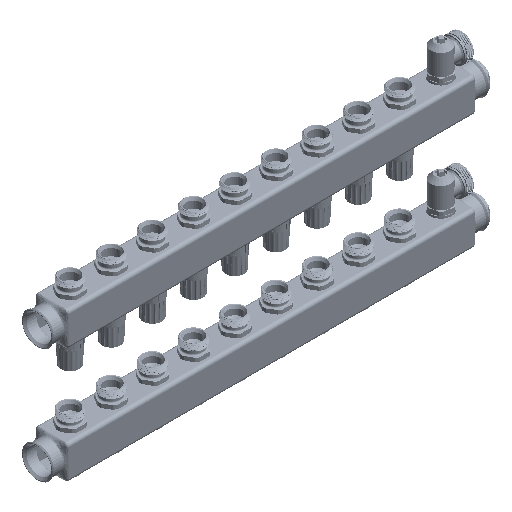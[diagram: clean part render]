
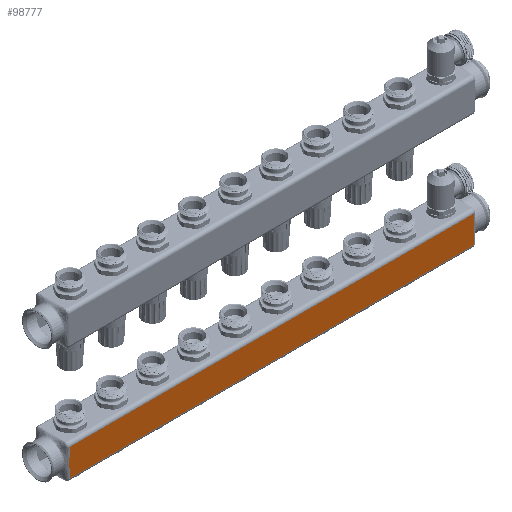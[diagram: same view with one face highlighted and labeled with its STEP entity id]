
A CAD part, isometric view. The second image highlights one B-rep face of the part: STEP entity #98777.
In plain terms, the highlighted planar face has unit normal (0, -1, 0).
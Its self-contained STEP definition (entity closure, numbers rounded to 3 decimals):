
#93585=CARTESIAN_POINT('',(19.869,-20.,
16.5));
#93744=CARTESIAN_POINT('',(19.869,-20.,
16.5));
#93745=CARTESIAN_POINT('',(19.802,-20.,
14.939));
#93746=CARTESIAN_POINT('',(19.643,-20.,
11.982));
#93747=CARTESIAN_POINT('',(19.389,-20.,
8.076));
#93748=CARTESIAN_POINT('',(19.234,-20.,
4.599));
#93749=CARTESIAN_POINT('',(19.175,-20.,
1.467));
#93750=CARTESIAN_POINT('',(19.176,-20.,
-1.61));
#93751=CARTESIAN_POINT('',(19.239,-20.,
-4.766));
#93752=CARTESIAN_POINT('',(19.396,-20.,
-8.184));
#93753=CARTESIAN_POINT('',(19.646,-20.,
-12.046));
#93754=CARTESIAN_POINT('',(19.803,-20.,
-14.961));
#93755=CARTESIAN_POINT('',(19.869,-20.,
-16.5));
#93757=CARTESIAN_POINT('',(19.869,-20.,
-16.5));
#93763=CARTESIAN_POINT('',(510.131,-20.,16.5));
#93764=CARTESIAN_POINT('',(510.131,-20.,16.5));
#93765=CARTESIAN_POINT('',(510.165,-20.,
15.699));
#93766=CARTESIAN_POINT('',(510.238,-20.,
14.182));
#93767=CARTESIAN_POINT('',(510.361,-20.,
12.028));
#93768=CARTESIAN_POINT('',(510.482,-20.,
10.064));
#93769=CARTESIAN_POINT('',(510.595,-20.,
8.183));
#93770=CARTESIAN_POINT('',(510.692,-20.,6.303));
#93771=CARTESIAN_POINT('',(510.763,-20.,4.408));
#93772=CARTESIAN_POINT('',(510.805,-20.,2.538));
#93773=CARTESIAN_POINT('',(510.824,-20.,0.698));
#93774=CARTESIAN_POINT('',(510.822,-20.,-1.151));
#93775=CARTESIAN_POINT('',(510.797,-20.,-3.043));
#93776=CARTESIAN_POINT('',(510.745,-20.,-4.946));
#93777=CARTESIAN_POINT('',(510.669,-20.,-6.772));
#93778=CARTESIAN_POINT('',(510.579,-20.,-8.46));
#93779=CARTESIAN_POINT('',(510.484,-20.,-10.032));
#93780=CARTESIAN_POINT('',(510.389,-20.,-11.563));
#93781=CARTESIAN_POINT('',(510.297,-20.,-13.125));
#93782=CARTESIAN_POINT('',(510.209,-20.,-14.774));
#93783=CARTESIAN_POINT('',(510.157,-20.,-15.908));
#93784=CARTESIAN_POINT('',(510.131,-20.,-16.5));
#93786=DIRECTION('',(-1.,0.,0.));
#93787=VECTOR('',#93786,490.263);
#93788=CARTESIAN_POINT('',(510.131,-20.,
-16.5));
#93789=LINE('',#93788,#93787);
#94935=DIRECTION('',(-1.,0.,0.));
#94936=VECTOR('',#94935,490.263);
#94937=CARTESIAN_POINT('',(510.131,-20.,
16.5));
#94938=LINE('',#94937,#94936);
#97166=VERTEX_POINT('',#93585);
#97181=VERTEX_POINT('',#93757);
#97183=VERTEX_POINT('',#93763);
#97184=VERTEX_POINT('',#93784);
#98763=CARTESIAN_POINT('',(265.,-20.,0.));
#98764=DIRECTION('',(0.,1.,0.));
#98765=DIRECTION('',(1.,0.,0.));
#98766=AXIS2_PLACEMENT_3D('',#98763,#98764,#98765);
#98767=PLANE('',#98766);
#98769=ORIENTED_EDGE('',*,*,#98768,.T.);
#98771=ORIENTED_EDGE('',*,*,#98770,.T.);
#98772=ORIENTED_EDGE('',*,*,#98757,.F.);
#98774=ORIENTED_EDGE('',*,*,#98773,.F.);
#98775=EDGE_LOOP('',(#98769,#98771,#98772,#98774));
#98776=FACE_OUTER_BOUND('',#98775,.F.);
#98777=ADVANCED_FACE('',(#98776),#98767,.F.);
#93756=B_SPLINE_CURVE_WITH_KNOTS('',3,(#93744,#93745,#93746,#93747,#93748,
#93749,#93750,#93751,#93752,#93753,#93754,#93755),.UNSPECIFIED.,.F.,.F.,(4,1,1,
1,1,1,1,1,1,4),(0.,0.111,0.222,0.333,
0.444,0.556,0.667,0.778,
0.889,1.),.UNSPECIFIED.);
#93785=B_SPLINE_CURVE_WITH_KNOTS('',3,(#93763,#93764,#93765,#93766,#93767,
#93768,#93769,#93770,#93771,#93772,#93773,#93774,#93775,#93776,#93777,#93778,
#93779,#93780,#93781,#93782,#93783,#93784),.UNSPECIFIED.,.F.,.F.,(4,1,1,1,1,1,1,
1,1,1,1,1,1,1,1,1,1,1,1,4),(0.,0.,0.072,
0.137,0.195,0.251,0.309,
0.367,0.424,0.479,0.534,
0.592,0.65,0.707,0.758,
0.805,0.851,0.898,0.947,1.),
.UNSPECIFIED.);
#98757=EDGE_CURVE('',#97166,#97181,#93756,.T.);
#98768=EDGE_CURVE('',#97183,#97184,#93785,.T.);
#98770=EDGE_CURVE('',#97184,#97181,#93789,.T.);
#98773=EDGE_CURVE('',#97183,#97166,#94938,.T.);
